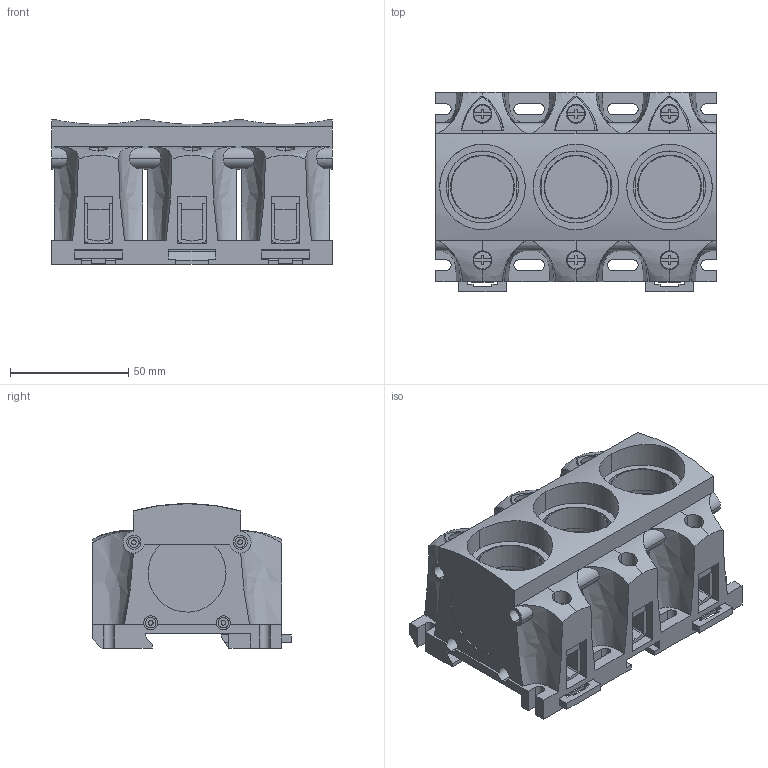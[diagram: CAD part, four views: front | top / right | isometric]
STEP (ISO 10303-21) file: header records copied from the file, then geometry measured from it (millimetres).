
FILE_DESCRIPTION(('STEP AP214'),'1');
FILE_NAME('cctmp_C48C9826-6FAC-41FE-8C75-4E72BC2FDD47_2023_07_21_23_24_14_0859..stp','2023-07-21T21:24:15',('SIEMENS A&D'),('CADClick - www.CADClick.com'),'Spatial InterOp 3D postprocessed',' ','unknown authorization');
FILE_SCHEMA(('AUTOMOTIVE_DESIGN'));
Length unit declared in the file: millimetre
Products named in the file (1): 2023_07_21_23_24_14_0832
Bounding box: 118.8 x 84.2 x 61.2 mm (x, y, z)
Volume: 320843.6 mm3; surface area: 96829.9 mm2
Topology: 1 solids, 24 shells, 1298 faces, 3512 edges, 2356 vertices
Faces by surface type: plane 744, cylinder 488, extrusion 30, bspline 24, cone 12
Entity records: 48507 total; most frequent: CARTESIAN_POINT 11275, ORIENTED_EDGE 7024, DIRECTION 6748, EDGE_CURVE 3512, AXIS2_PLACEMENT_3D 2385, VERTEX_POINT 2356, VECTOR 1978, LINE 1948
